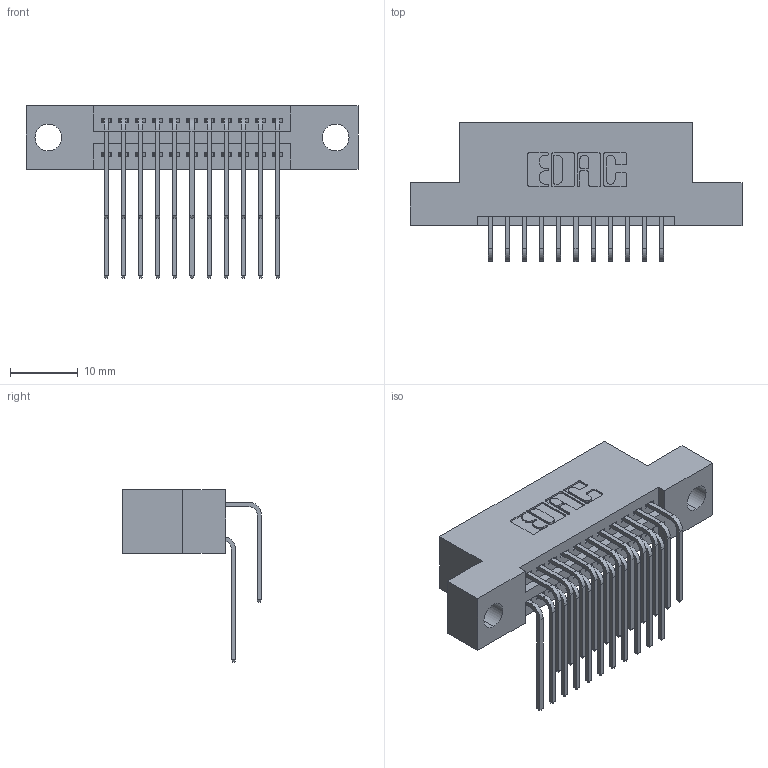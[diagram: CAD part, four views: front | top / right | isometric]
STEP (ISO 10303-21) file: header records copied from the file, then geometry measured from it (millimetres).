
FILE_DESCRIPTION (( 'STEP AP203' ), '1' );
FILE_NAME ('395-022-559-204.STEP', '2021-06-16T19:01:28', ( '' ), ( '' ), 'SwSTEP 2.0', 'SolidWorks 2020', '' );
FILE_SCHEMA (( 'CONFIG_CONTROL_DESIGN' ));
Length unit declared in the file: inch
Products named in the file (4): 345 Part_Flush Mounting Lugs - 0.156 Dia-TI; 345-292-001_559 Tail - 2; 395-022-559-204; 345-292-001_558 559 Tail - 1
Assembly tree (23 placements, depth 2):
  395-022-559-204
    345 Part_Flush Mounting Lugs - 0.156 Dia-TI
    345-292-001_558 559 Tail - 1  x11
    345-292-001_559 Tail - 2  x11
Bounding box: 49.15 x 20.56 x 25.53 mm (x, y, z)
Volume: 4507.6 mm3; surface area: 6511 mm2
Topology: 23 solids, 23 shells, 1284 faces, 3787 edges, 2494 vertices
Faces by surface type: plane 864, cylinder 420
Entity records: 14875 total; most frequent: CARTESIAN_POINT 2573, ORIENTED_EDGE 2454, DIRECTION 2279, EDGE_CURVE 1227, LINE 1011, VECTOR 1011, VERTEX_POINT 814, AXIS2_PLACEMENT_3D 634
